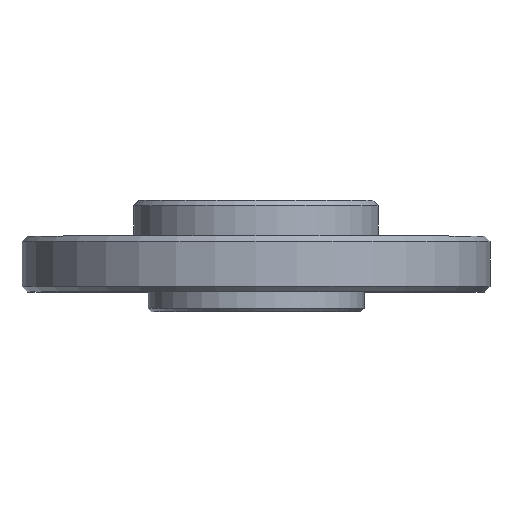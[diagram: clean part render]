
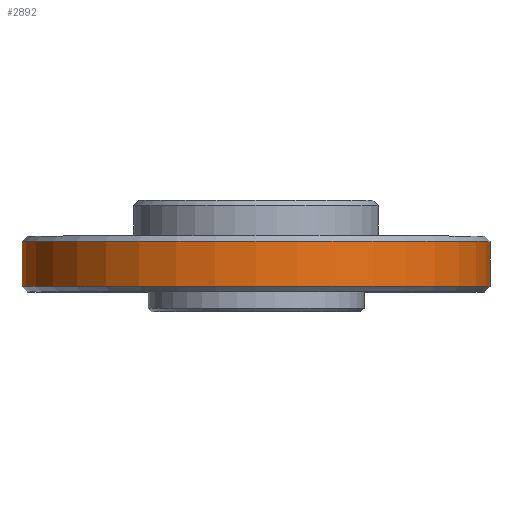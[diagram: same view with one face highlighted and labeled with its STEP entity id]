
A CAD part, top view. The second image highlights one B-rep face of the part: STEP entity #2892.
In plain terms, the highlighted cylindrical face has radius 13 mm (diameter 26 mm), a partial arc.
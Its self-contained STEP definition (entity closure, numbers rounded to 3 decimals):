
#161 = AXIS2_PLACEMENT_3D ( 'NONE', #15694, #17082, #10027 ) ;
#1193 = CARTESIAN_POINT ( 'NONE',  ( 5.8, 48.7, 0. ) ) ;
#1618 = DIRECTION ( 'NONE',  ( 0., 1., 0. ) ) ;
#2127 = ORIENTED_EDGE ( 'NONE', *, *, #13890, .T. ) ;
#2252 = VERTEX_POINT ( 'NONE', #10020 ) ;
#2432 = CARTESIAN_POINT ( 'NONE',  ( 5.8, 51.2, 0. ) ) ;
#2892 = ADVANCED_FACE ( 'NONE', ( #15947 ), #14367, .T. ) ;
#3516 = ORIENTED_EDGE ( 'NONE', *, *, #17660, .F. ) ;
#4082 = CARTESIAN_POINT ( 'NONE',  ( 18.8, 51.2, 0. ) ) ;
#4496 = VECTOR ( 'NONE', #14036, 1000. ) ;
#5331 = CARTESIAN_POINT ( 'NONE',  ( 31.8, 51.2, 0. ) ) ;
#5424 = CARTESIAN_POINT ( 'NONE',  ( 31.8, 48.7, 0. ) ) ;
#5495 = LINE ( 'NONE', #1193, #4496 ) ;
#5507 = EDGE_CURVE ( 'NONE', #2252, #11821, #16205, .T. ) ;
#6985 = ORIENTED_EDGE ( 'NONE', *, *, #5507, .T. ) ;
#7930 = CIRCLE ( 'NONE', #13568, 13. ) ;
#8019 = DIRECTION ( 'NONE',  ( 0., 1., 0. ) ) ;
#9077 = CARTESIAN_POINT ( 'NONE',  ( 31.8, 48.7, 0. ) ) ;
#10020 = CARTESIAN_POINT ( 'NONE',  ( 5.8, 48.7, 0. ) ) ;
#10027 = DIRECTION ( 'NONE',  ( -1., 0., 0. ) ) ;
#10475 = ORIENTED_EDGE ( 'NONE', *, *, #12138, .T. ) ;
#11821 = VERTEX_POINT ( 'NONE', #9077 ) ;
#12138 = EDGE_CURVE ( 'NONE', #14979, #13929, #7930, .T. ) ;
#12451 = DIRECTION ( 'NONE',  ( 1., 0., 0. ) ) ;
#12481 = LINE ( 'NONE', #5424, #16899 ) ;
#13568 = AXIS2_PLACEMENT_3D ( 'NONE', #4082, #18295, #12451 ) ;
#13890 = EDGE_CURVE ( 'NONE', #11821, #14979, #12481, .T. ) ;
#13929 = VERTEX_POINT ( 'NONE', #2432 ) ;
#14036 = DIRECTION ( 'NONE',  ( 0., 1., 0. ) ) ;
#14367 = CYLINDRICAL_SURFACE ( 'NONE', #15161, 13. ) ;
#14413 = EDGE_LOOP ( 'NONE', ( #3516, #6985, #2127, #10475 ) ) ;
#14979 = VERTEX_POINT ( 'NONE', #5331 ) ;
#15161 = AXIS2_PLACEMENT_3D ( 'NONE', #17241, #1618, #16035 ) ;
#15694 = CARTESIAN_POINT ( 'NONE',  ( 18.8, 48.7, 0. ) ) ;
#15947 = FACE_OUTER_BOUND ( 'NONE', #14413, .T. ) ;
#16035 = DIRECTION ( 'NONE',  ( 1., 0., 0. ) ) ;
#16205 = CIRCLE ( 'NONE', #161, 13. ) ;
#16899 = VECTOR ( 'NONE', #8019, 1000. ) ;
#17082 = DIRECTION ( 'NONE',  ( 0., 1., 0. ) ) ;
#17241 = CARTESIAN_POINT ( 'NONE',  ( 18.8, 47.6, 0. ) ) ;
#17660 = EDGE_CURVE ( 'NONE', #2252, #13929, #5495, .T. ) ;
#18295 = DIRECTION ( 'NONE',  ( 0., -1., 0. ) ) ;
